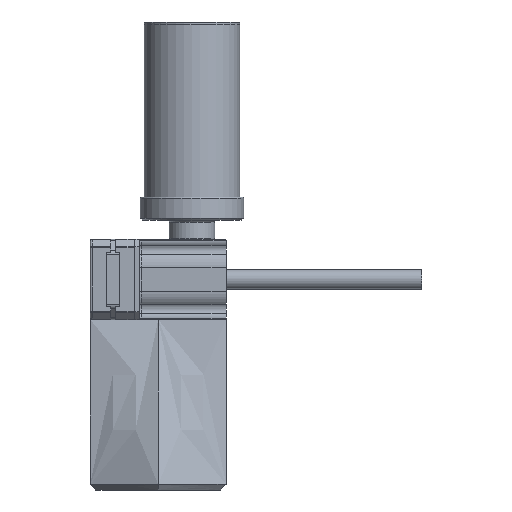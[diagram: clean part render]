
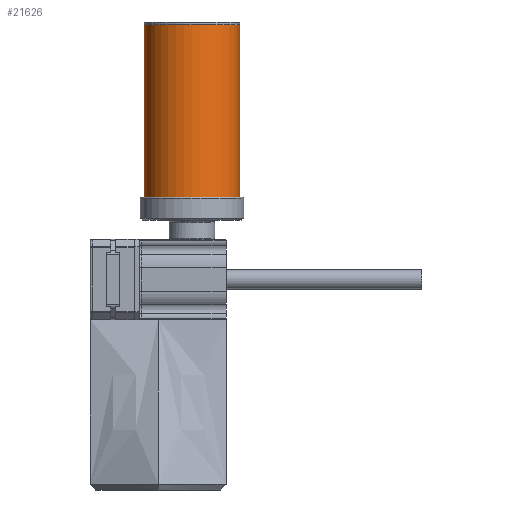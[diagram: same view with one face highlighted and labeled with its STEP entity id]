
A CAD part, front view. The second image highlights one B-rep face of the part: STEP entity #21626.
In plain terms, the highlighted cylindrical face has radius 25 mm (diameter 50 mm), a full revolution.
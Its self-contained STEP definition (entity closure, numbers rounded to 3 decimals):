
#1860=CYLINDRICAL_SURFACE('',#23506,25.);
#2568=FACE_OUTER_BOUND('',#3913,.T.);
#3913=EDGE_LOOP('',(#16136,#16137,#16138,#16139));
#5231=CIRCLE('',#23507,25.);
#5232=CIRCLE('',#23508,25.);
#5929=LINE('',#33012,#7575);
#7575=VECTOR('',#26287,25.);
#9364=VERTEX_POINT('',#33009);
#9365=VERTEX_POINT('',#33011);
#11862=EDGE_CURVE('',#9364,#9364,#5231,.T.);
#11863=EDGE_CURVE('',#9364,#9365,#5929,.T.);
#11864=EDGE_CURVE('',#9365,#9365,#5232,.T.);
#16136=ORIENTED_EDGE('',*,*,#11862,.F.);
#16137=ORIENTED_EDGE('',*,*,#11863,.T.);
#16138=ORIENTED_EDGE('',*,*,#11864,.T.);
#16139=ORIENTED_EDGE('',*,*,#11863,.F.);
#21626=ADVANCED_FACE('',(#2568),#1860,.T.);
#23506=AXIS2_PLACEMENT_3D('',#33008,#26283,#26284);
#23507=AXIS2_PLACEMENT_3D('',#33010,#26285,#26286);
#23508=AXIS2_PLACEMENT_3D('',#33013,#26288,#26289);
#26283=DIRECTION('center_axis',(0.,0.,1.));
#26284=DIRECTION('ref_axis',(1.,0.,0.));
#26285=DIRECTION('center_axis',(0.,0.,1.));
#26286=DIRECTION('ref_axis',(1.,0.,0.));
#26287=DIRECTION('',(0.,0.,-1.));
#26288=DIRECTION('center_axis',(0.,0.,1.));
#26289=DIRECTION('ref_axis',(1.,0.,0.));
#33008=CARTESIAN_POINT('Origin',(25.,0.,33.));
#33009=CARTESIAN_POINT('',(0.,0.,133.));
#33010=CARTESIAN_POINT('Origin',(25.,0.,133.));
#33011=CARTESIAN_POINT('',(0.,0.,33.));
#33012=CARTESIAN_POINT('',(0.,0.,33.));
#33013=CARTESIAN_POINT('Origin',(25.,0.,33.));
